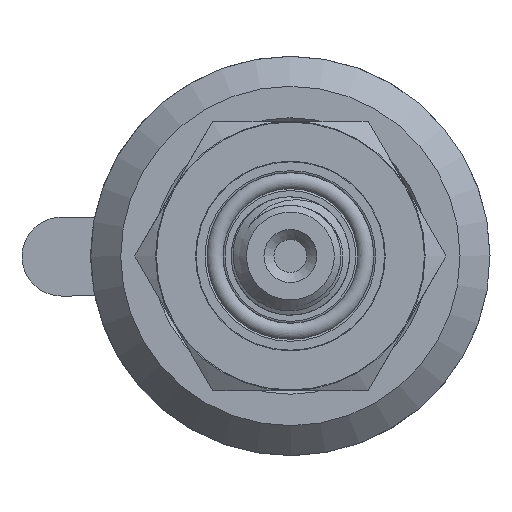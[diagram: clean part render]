
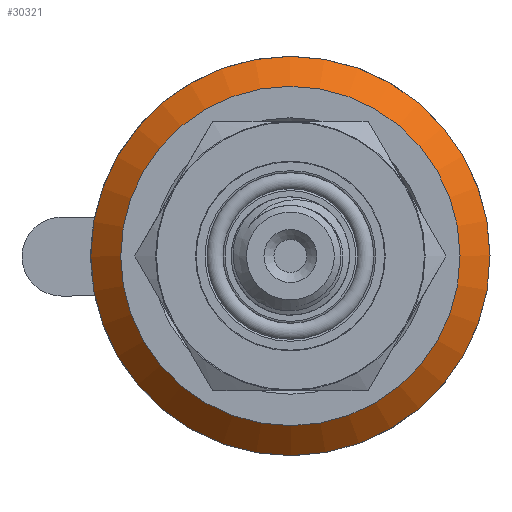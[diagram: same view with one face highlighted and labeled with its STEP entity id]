
A CAD part, left-side view. The second image highlights one B-rep face of the part: STEP entity #30321.
In plain terms, the highlighted conical face has half-angle 45 degrees and reference radius 18.5 mm.
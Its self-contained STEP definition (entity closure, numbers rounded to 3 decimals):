
#270=CONICAL_SURFACE('',#32081,18.5,0.785);
#2323=FACE_OUTER_BOUND('',#4057,.T.);
#4057=EDGE_LOOP('',(#23409,#23410,#23411,#23412));
#5487=CIRCLE('',#32080,20.);
#5488=CIRCLE('',#32082,17.);
#7463=LINE('',#57800,#10410);
#10410=VECTOR('',#35456,18.5);
#13728=VERTEX_POINT('',#57795);
#13729=VERTEX_POINT('',#57799);
#17287=EDGE_CURVE('',#13728,#13728,#5487,.T.);
#17288=EDGE_CURVE('',#13728,#13729,#7463,.T.);
#17289=EDGE_CURVE('',#13729,#13729,#5488,.T.);
#23409=ORIENTED_EDGE('',*,*,#17287,.F.);
#23410=ORIENTED_EDGE('',*,*,#17288,.T.);
#23411=ORIENTED_EDGE('',*,*,#17289,.T.);
#23412=ORIENTED_EDGE('',*,*,#17288,.F.);
#30321=ADVANCED_FACE('',(#2323),#270,.T.);
#32080=AXIS2_PLACEMENT_3D('',#57797,#35452,#35453);
#32081=AXIS2_PLACEMENT_3D('',#57798,#35454,#35455);
#32082=AXIS2_PLACEMENT_3D('',#57801,#35457,#35458);
#35452=DIRECTION('center_axis',(-1.,0.,0.));
#35453=DIRECTION('ref_axis',(0.,0.,
-1.));
#35454=DIRECTION('center_axis',(-1.,0.,0.));
#35455=DIRECTION('ref_axis',(0.,-1.,0.));
#35456=DIRECTION('',(0.707,-0.707,0.));
#35457=DIRECTION('center_axis',(-1.,0.,0.));
#35458=DIRECTION('ref_axis',(0.,0.,
-1.));
#57795=CARTESIAN_POINT('',(21.,20.,0.));
#57797=CARTESIAN_POINT('Origin',(21.,0.,0.));
#57798=CARTESIAN_POINT('Origin',(22.5,0.,0.));
#57799=CARTESIAN_POINT('',(24.,17.,0.));
#57800=CARTESIAN_POINT('',(22.5,18.5,0.));
#57801=CARTESIAN_POINT('Origin',(24.,0.,0.));
